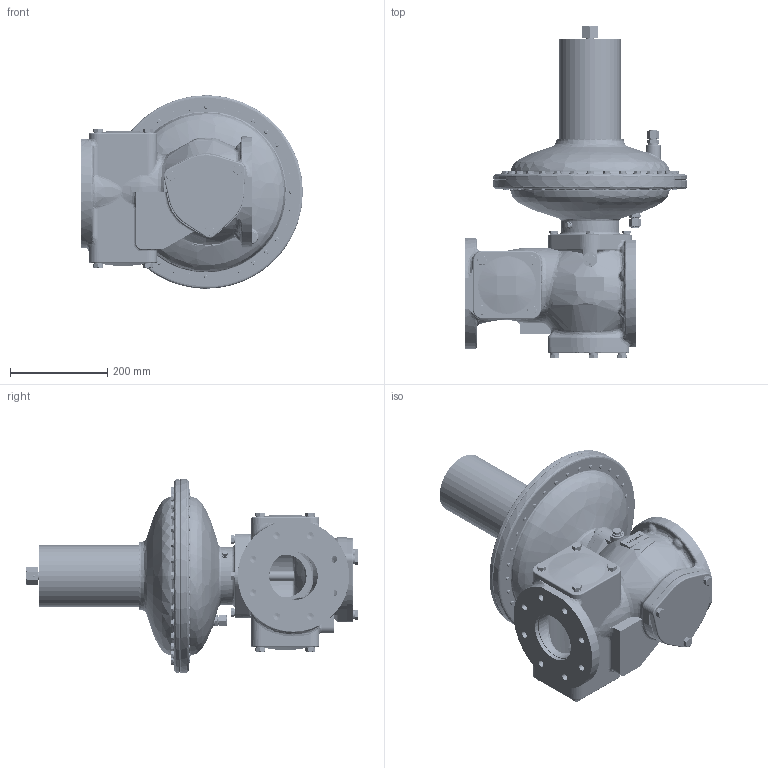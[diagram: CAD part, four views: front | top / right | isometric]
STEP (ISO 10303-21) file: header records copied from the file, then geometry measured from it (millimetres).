
FILE_DESCRIPTION (( 'STEP AP214' ), '1' );
FILE_NAME ('V_MB_HON370_100_RE2_o_SAV_A_.STEP', '2017-03-15T12:31:39', ( '' ), ( '' ), 'SwSTEP 2.0', 'SolidWorks 2015', '' );
FILE_SCHEMA (( 'AUTOMOTIVE_DESIGN' ));
Length unit declared in the file: millimetre
Products named in the file (1): V_MB_HON370_100_RE2_o_SAV_A_
Bounding box: 456 x 682.78 x 398 mm (x, y, z)
Volume: 10723403.6 mm3; surface area: 1951216.2 mm2
Topology: 128 solids, 128 shells, 4019 faces, 9463 edges, 5771 vertices
Faces by surface type: plane 1301, cylinder 1073, cone 885, bspline 760
Entity records: 158614 total; most frequent: CARTESIAN_POINT 68774, ORIENTED_EDGE 18718, DIRECTION 17975, EDGE_CURVE 9359, AXIS2_PLACEMENT_3D 7340, VERTEX_POINT 5771, EDGE_LOOP 4518, CIRCLE 4080
